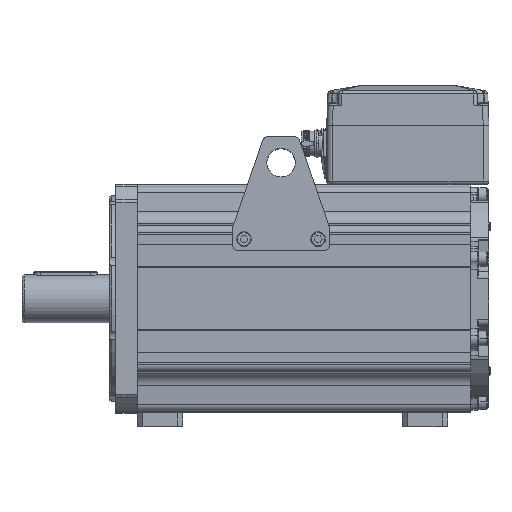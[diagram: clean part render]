
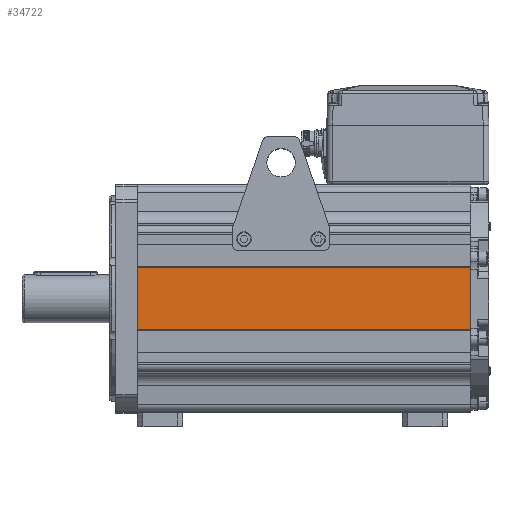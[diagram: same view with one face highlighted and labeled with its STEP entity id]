
A CAD part, top view. The second image highlights one B-rep face of the part: STEP entity #34722.
In plain terms, the highlighted planar face has unit normal (0, 0, 1).
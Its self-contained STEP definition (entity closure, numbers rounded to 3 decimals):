
#31669=DIRECTION('',(-1.,0.,0.));
#31670=VECTOR('',#31669,292.);
#31671=CARTESIAN_POINT('',(393.,27.,95.5));
#31672=LINE('',#31671,#31670);
#31677=DIRECTION('',(0.,1.,0.));
#31678=VECTOR('',#31677,54.);
#31679=CARTESIAN_POINT('',(101.,-27.,95.5));
#31680=LINE('',#31679,#31678);
#31681=DIRECTION('',(0.,-1.,0.));
#31682=VECTOR('',#31681,54.);
#31683=CARTESIAN_POINT('',(393.,27.,95.5));
#31684=LINE('',#31683,#31682);
#31685=DIRECTION('',(-1.,0.,0.));
#31686=VECTOR('',#31685,292.);
#31687=CARTESIAN_POINT('',(393.,-27.,95.5));
#31688=LINE('',#31687,#31686);
#31920=CARTESIAN_POINT('',(393.,-27.,95.5));
#31921=CARTESIAN_POINT('',(101.,-27.,95.5));
#31922=VERTEX_POINT('',#31920);
#31923=VERTEX_POINT('',#31921);
#32056=CARTESIAN_POINT('',(101.,27.,95.5));
#32057=VERTEX_POINT('',#32056);
#32058=CARTESIAN_POINT('',(393.,27.,95.5));
#32059=VERTEX_POINT('',#32058);
#34709=CARTESIAN_POINT('',(393.,-27.,95.5));
#34710=DIRECTION('',(0.,0.,1.));
#34711=DIRECTION('',(0.,1.,0.));
#34712=AXIS2_PLACEMENT_3D('',#34709,#34710,#34711);
#34713=PLANE('',#34712);
#34715=ORIENTED_EDGE('',*,*,#34714,.T.);
#34716=ORIENTED_EDGE('',*,*,#34702,.F.);
#34717=ORIENTED_EDGE('',*,*,#32581,.T.);
#34719=ORIENTED_EDGE('',*,*,#34718,.T.);
#34720=EDGE_LOOP('',(#34715,#34716,#34717,#34719));
#34721=FACE_OUTER_BOUND('',#34720,.F.);
#34722=ADVANCED_FACE('',(#34721),#34713,.T.);
#32581=EDGE_CURVE('',#32059,#31922,#31684,.T.);
#34702=EDGE_CURVE('',#32059,#32057,#31672,.T.);
#34714=EDGE_CURVE('',#31923,#32057,#31680,.T.);
#34718=EDGE_CURVE('',#31922,#31923,#31688,.T.);
